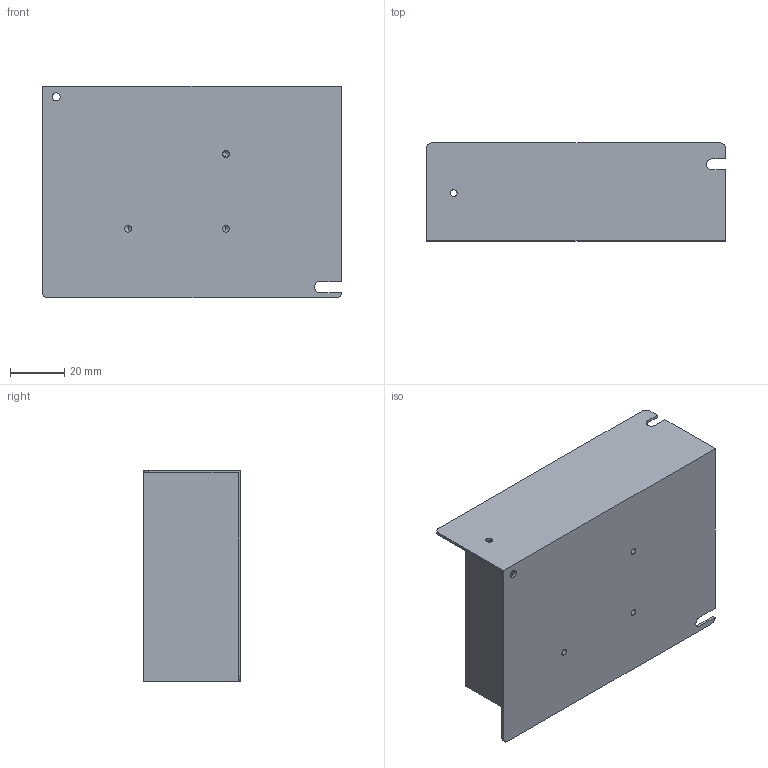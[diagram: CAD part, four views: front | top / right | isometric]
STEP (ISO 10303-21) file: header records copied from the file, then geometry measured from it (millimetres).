
FILE_DESCRIPTION (( 'STEP AP214' ), '1' );
FILE_NAME ('case.STEP', '2019-10-13T11:35:09', ( '' ), ( '' ), 'SwSTEP 2.0', 'SolidWorks 2018', '' );
FILE_SCHEMA (( 'AUTOMOTIVE_DESIGN' ));
Length unit declared in the file: millimetre
Products named in the file (1): case
Bounding box: 110 x 36 x 78 mm (x, y, z)
Volume: 243677.7 mm3; surface area: 30444.8 mm2
Topology: 1 solids, 1 shells, 43 faces, 116 edges, 72 vertices
Faces by surface type: plane 20, cylinder 17, cone 6
Entity records: 1437 total; most frequent: DIRECTION 233, CARTESIAN_POINT 226, ORIENTED_EDGE 220, EDGE_CURVE 110, AXIS2_PLACEMENT_3D 79, LINE 75, VECTOR 75, VERTEX_POINT 72
